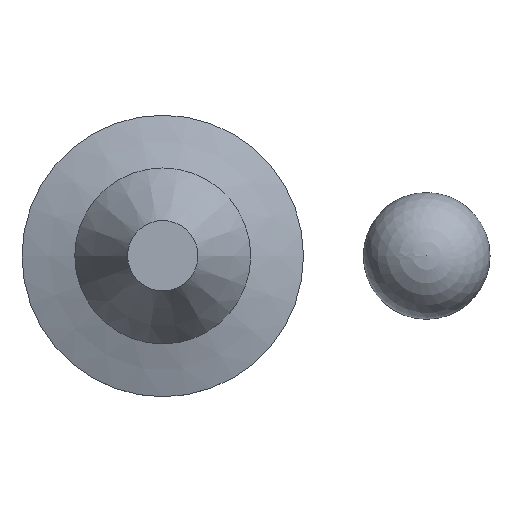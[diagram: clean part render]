
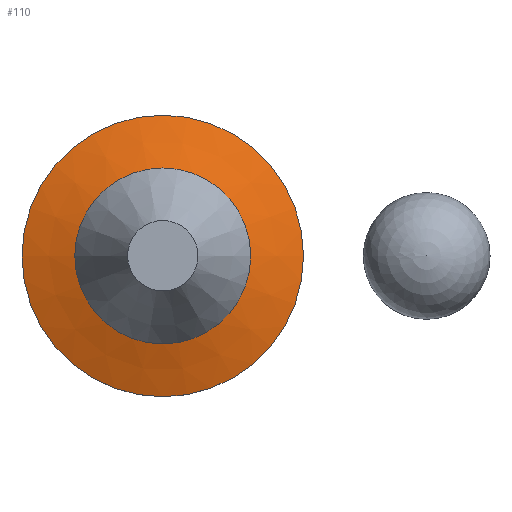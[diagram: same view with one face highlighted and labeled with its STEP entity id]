
A CAD part, top view. The second image highlights one B-rep face of the part: STEP entity #110.
In plain terms, the highlighted conical face has half-angle 71.565 degrees and reference radius 32.5 mm.
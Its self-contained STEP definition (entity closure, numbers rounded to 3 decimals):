
#21=CONICAL_SURFACE('',#136,32.5,1.249);
#24=FACE_OUTER_BOUND('',#33,.T.);
#33=EDGE_LOOP('',(#84,#85,#86,#87));
#42=LINE('',#201,#47);
#47=VECTOR('',#163,32.5);
#51=CIRCLE('',#134,40.);
#53=CIRCLE('',#137,25.);
#59=VERTEX_POINT('',#193);
#61=VERTEX_POINT('',#199);
#67=EDGE_CURVE('',#59,#59,#51,.T.);
#70=EDGE_CURVE('',#61,#61,#53,.T.);
#71=EDGE_CURVE('',#61,#59,#42,.T.);
#84=ORIENTED_EDGE('',*,*,#70,.F.);
#85=ORIENTED_EDGE('',*,*,#71,.T.);
#86=ORIENTED_EDGE('',*,*,#67,.T.);
#87=ORIENTED_EDGE('',*,*,#71,.F.);
#110=ADVANCED_FACE('',(#24),#21,.T.);
#134=AXIS2_PLACEMENT_3D('',#194,#154,#155);
#136=AXIS2_PLACEMENT_3D('',#198,#159,#160);
#137=AXIS2_PLACEMENT_3D('',#200,#161,#162);
#154=DIRECTION('center_axis',(0.,0.,1.));
#155=DIRECTION('ref_axis',(1.,0.,0.));
#159=DIRECTION('center_axis',(0.,0.,-1.));
#160=DIRECTION('ref_axis',(1.,0.,0.));
#161=DIRECTION('center_axis',(0.,0.,1.));
#162=DIRECTION('ref_axis',(1.,0.,0.));
#163=DIRECTION('',(-0.949,0.,-0.316));
#193=CARTESIAN_POINT('',(-40.,0.,10.));
#194=CARTESIAN_POINT('Origin',(0.,0.,10.));
#198=CARTESIAN_POINT('Origin',(0.,0.,12.5));
#199=CARTESIAN_POINT('',(-25.,0.,15.));
#200=CARTESIAN_POINT('Origin',(0.,0.,15.));
#201=CARTESIAN_POINT('',(-32.5,0.,12.5));
